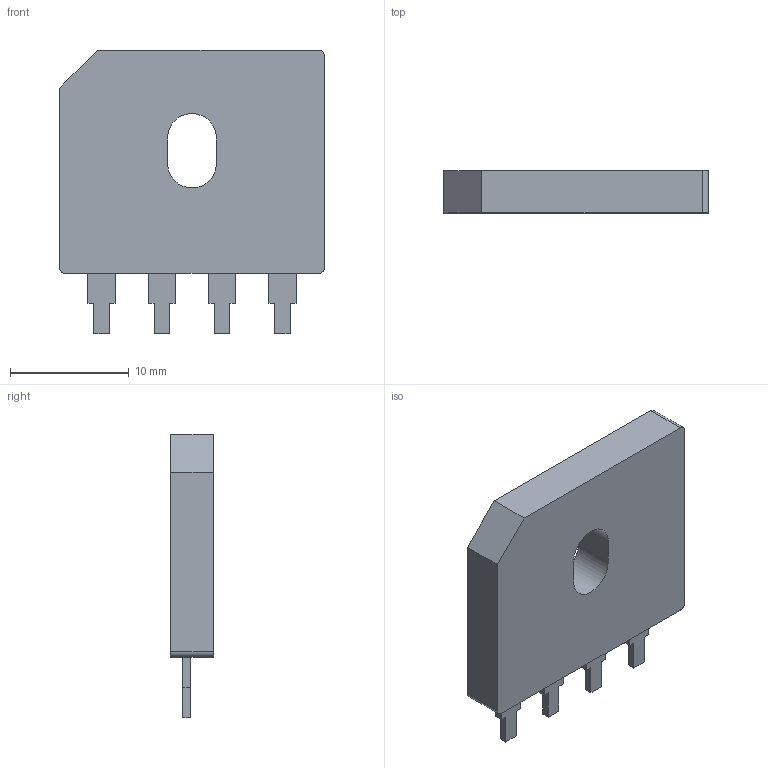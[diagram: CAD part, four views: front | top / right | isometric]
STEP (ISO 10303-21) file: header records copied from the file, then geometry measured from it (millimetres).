
FILE_DESCRIPTION(('FreeCAD Model'),'2;1');
FILE_NAME('200112120071_BD1.stp','2016-01-27T22:41:16',('FreeCAD'),('FreeCAD'), 'Open CASCADE STEP processor 6.8','FreeCAD','Unknown');
FILE_SCHEMA(('AUTOMOTIVE_DESIGN_CC2 { 1 2 10303 214 -1 1 5 4 }'));
Length unit declared in the file: millimetre
Products named in the file (1): Open CASCADE STEP translator 6.8 333
Bounding box: 22.3 x 3.56 x 23.9 mm (x, y, z)
Volume: 1418.8 mm3; surface area: 1230.4 mm2
Topology: 1 solids, 1 shells, 122 faces, 333 edges, 222 vertices
Faces by surface type: plane 117, bspline 5
Entity records: 7662 total; most frequent: CARTESIAN_POINT 2924, B_SPLINE_CURVE_WITH_KNOTS 979, ORIENTED_EDGE 666, PCURVE 666, DEFINITIONAL_REPRESENTATION 666, EDGE_CURVE 333, SURFACE_CURVE 333, DIRECTION 236
